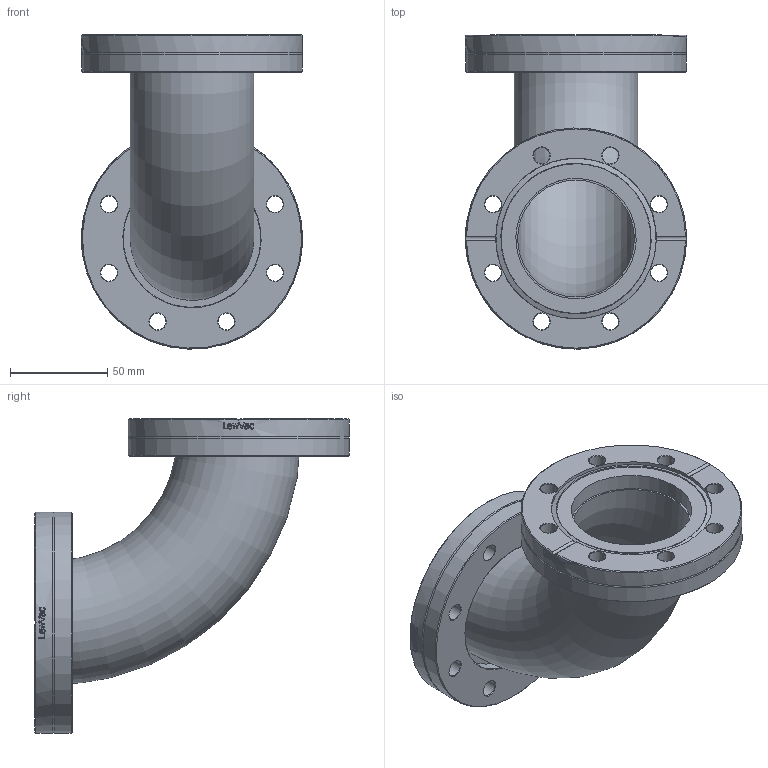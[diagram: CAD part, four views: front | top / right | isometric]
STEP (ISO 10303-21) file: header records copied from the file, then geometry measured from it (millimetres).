
FILE_DESCRIPTION(/* description */ (''),/* implementation_level */ '2;1');
FILE_NAME(/* name */ 'FL-RE63CF.stp',/* time_stamp */ '2018-02-02T14:45:46+00:00',/* author */ ('paul'),/* organization */ (''),/* preprocessor_version */ 'ST-DEVELOPER v16.13',/* originating_system */ 'Autodesk Inventor 2018',/* authorisation */ '');
FILE_SCHEMA (('AUTOMOTIVE_DESIGN { 1 0 10303 214 3 1 1 }'));
Length unit declared in the file: millimetre
Products named in the file (5): FL-RE63CF; tube; FL-63CFR-64; FL-63CF-OUT; FL-63CF-IN63.5
Assembly tree (5 placements, depth 3):
  FL-RE63CF
    FL-63CFR-64  x2
      FL-63CF-OUT
      FL-63CF-IN63.5
    tube
Bounding box: 113.5 x 161.35 x 161.34 mm (x, y, z)
Volume: 286375.1 mm3; surface area: 131998.9 mm2
Topology: 5 solids, 5 shells, 282 faces, 734 edges, 480 vertices
Faces by surface type: bspline 106, plane 76, cylinder 50, cone 46, torus 4
Full cylindrical faces by diameter (mm): 8.4 x16, 61.8 x2, 63.5 x2, 70.5 x2, 82.3 x2, 82.5 x2, 113.5 x4
Entity records: 15797 total; most frequent: CARTESIAN_POINT 12530, ORIENTED_EDGE 642, DIRECTION 549, EDGE_CURVE 321, VERTEX_POINT 232, AXIS2_PLACEMENT_3D 217, EDGE_LOOP 213, FACE_OUTER_BOUND 143
